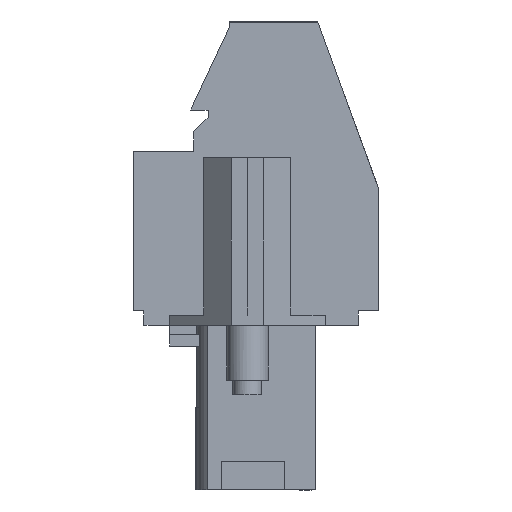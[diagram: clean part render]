
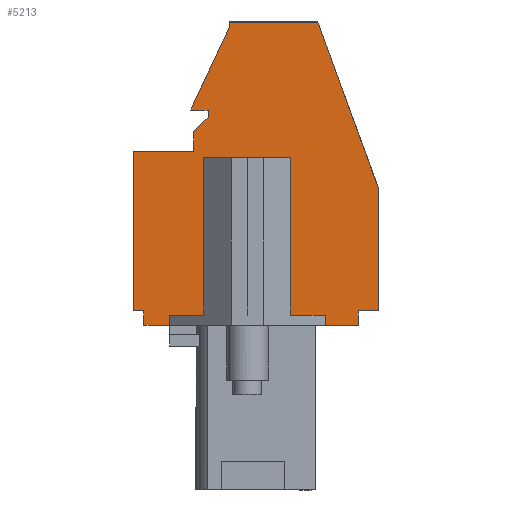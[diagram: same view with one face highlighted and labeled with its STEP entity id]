
A CAD part, left-side view. The second image highlights one B-rep face of the part: STEP entity #5213.
In plain terms, the highlighted planar face has unit normal (-1, 0, 0).
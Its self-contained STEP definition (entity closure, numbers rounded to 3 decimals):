
#1959=AXIS2_PLACEMENT_3D('Plane Axis2P3D',#1956,#1957,#1958) ;
#107=CARTESIAN_POINT('Line Origine',(3.47,1.782,7.95)) ;
#111=CARTESIAN_POINT('Vertex',(3.47,2.58,7.95)) ;
#113=CARTESIAN_POINT('Vertex',(3.47,0.983,7.95)) ;
#148=CARTESIAN_POINT('Vertex',(3.47,10.08,7.95)) ;
#151=CARTESIAN_POINT('Line Origine',(3.47,10.705,7.95)) ;
#155=CARTESIAN_POINT('Vertex',(3.47,11.33,7.95)) ;
#1956=CARTESIAN_POINT('Axis2P3D Location',(3.47,0.,0.)) ;
#5069=CARTESIAN_POINT('Line Origine',(3.47,0.983,8.3)) ;
#5073=CARTESIAN_POINT('Vertex',(3.47,0.983,8.65)) ;
#5076=CARTESIAN_POINT('Line Origine',(3.47,0.492,8.65)) ;
#5080=CARTESIAN_POINT('Vertex',(3.47,0.,8.65)) ;
#5083=CARTESIAN_POINT('Line Origine',(3.47,0.,11.611)) ;
#5087=CARTESIAN_POINT('Vertex',(3.47,0.,14.572)) ;
#5090=CARTESIAN_POINT('Line Origine',(3.47,1.461,18.586)) ;
#5094=CARTESIAN_POINT('Vertex',(3.47,2.922,22.6)) ;
#5097=CARTESIAN_POINT('Line Origine',(3.47,5.052,22.6)) ;
#5101=CARTESIAN_POINT('Vertex',(3.47,7.181,22.6)) ;
#5104=CARTESIAN_POINT('Line Origine',(3.47,7.181,22.5)) ;
#5108=CARTESIAN_POINT('Vertex',(3.47,7.181,22.4)) ;
#5111=CARTESIAN_POINT('Line Origine',(3.47,8.126,20.375)) ;
#5115=CARTESIAN_POINT('Vertex',(3.47,9.07,18.35)) ;
#5118=CARTESIAN_POINT('Line Origine',(3.47,8.65,18.35)) ;
#5122=CARTESIAN_POINT('Vertex',(3.47,8.23,18.35)) ;
#5125=CARTESIAN_POINT('Line Origine',(3.47,8.23,18.175)) ;
#5129=CARTESIAN_POINT('Vertex',(3.47,8.23,18.)) ;
#5132=CARTESIAN_POINT('Line Origine',(3.47,8.58,17.65)) ;
#5136=CARTESIAN_POINT('Vertex',(3.47,8.93,17.3)) ;
#5139=CARTESIAN_POINT('Line Origine',(3.47,8.93,16.825)) ;
#5143=CARTESIAN_POINT('Vertex',(3.47,8.93,16.35)) ;
#5146=CARTESIAN_POINT('Line Origine',(3.47,10.38,16.35)) ;
#5150=CARTESIAN_POINT('Vertex',(3.47,11.83,16.35)) ;
#5153=CARTESIAN_POINT('Line Origine',(3.47,11.83,12.5)) ;
#5157=CARTESIAN_POINT('Vertex',(3.47,11.83,8.65)) ;
#5160=CARTESIAN_POINT('Line Origine',(3.47,11.58,8.65)) ;
#5164=CARTESIAN_POINT('Vertex',(3.47,11.33,8.65)) ;
#5167=CARTESIAN_POINT('Line Origine',(3.47,11.33,8.3)) ;
#5172=CARTESIAN_POINT('Line Origine',(3.47,10.08,8.2)) ;
#5176=CARTESIAN_POINT('Vertex',(3.47,10.08,8.45)) ;
#5179=CARTESIAN_POINT('Line Origine',(3.47,6.33,8.45)) ;
#5183=CARTESIAN_POINT('Vertex',(3.47,2.58,8.45)) ;
#5186=CARTESIAN_POINT('Line Origine',(3.47,2.58,8.2)) ;
#108=DIRECTION('Vector Direction',(0.,-1.,0.)) ;
#152=DIRECTION('Vector Direction',(0.,-1.,0.)) ;
#1957=DIRECTION('Axis2P3D Direction',(-1.,0.,0.)) ;
#1958=DIRECTION('Axis2P3D XDirection',(0.,0.,1.)) ;
#5070=DIRECTION('Vector Direction',(0.,0.,1.)) ;
#5077=DIRECTION('Vector Direction',(0.,-1.,0.)) ;
#5084=DIRECTION('Vector Direction',(0.,0.,1.)) ;
#5091=DIRECTION('Vector Direction',(0.,-0.342,-0.94)) ;
#5098=DIRECTION('Vector Direction',(0.,-1.,0.)) ;
#5105=DIRECTION('Vector Direction',(0.,0.,1.)) ;
#5112=DIRECTION('Vector Direction',(0.,-0.423,0.906)) ;
#5119=DIRECTION('Vector Direction',(0.,1.,0.)) ;
#5126=DIRECTION('Vector Direction',(0.,0.,1.)) ;
#5133=DIRECTION('Vector Direction',(0.,-0.707,0.707)) ;
#5140=DIRECTION('Vector Direction',(0.,0.,1.)) ;
#5147=DIRECTION('Vector Direction',(0.,-1.,0.)) ;
#5154=DIRECTION('Vector Direction',(0.,0.,1.)) ;
#5161=DIRECTION('Vector Direction',(0.,1.,0.)) ;
#5168=DIRECTION('Vector Direction',(0.,0.,-1.)) ;
#5173=DIRECTION('Vector Direction',(0.,0.,1.)) ;
#5180=DIRECTION('Vector Direction',(0.,1.,0.)) ;
#5187=DIRECTION('Vector Direction',(0.,0.,1.)) ;
#109=VECTOR('Line Direction',#108,1.) ;
#153=VECTOR('Line Direction',#152,1.) ;
#5071=VECTOR('Line Direction',#5070,1.) ;
#5078=VECTOR('Line Direction',#5077,1.) ;
#5085=VECTOR('Line Direction',#5084,1.) ;
#5092=VECTOR('Line Direction',#5091,1.) ;
#5099=VECTOR('Line Direction',#5098,1.) ;
#5106=VECTOR('Line Direction',#5105,1.) ;
#5113=VECTOR('Line Direction',#5112,1.) ;
#5120=VECTOR('Line Direction',#5119,1.) ;
#5127=VECTOR('Line Direction',#5126,1.) ;
#5134=VECTOR('Line Direction',#5133,1.) ;
#5141=VECTOR('Line Direction',#5140,1.) ;
#5148=VECTOR('Line Direction',#5147,1.) ;
#5155=VECTOR('Line Direction',#5154,1.) ;
#5162=VECTOR('Line Direction',#5161,1.) ;
#5169=VECTOR('Line Direction',#5168,1.) ;
#5174=VECTOR('Line Direction',#5173,1.) ;
#5181=VECTOR('Line Direction',#5180,1.) ;
#5188=VECTOR('Line Direction',#5187,1.) ;
#5192=ORIENTED_EDGE('',*,*,#115,.T.) ;
#5193=ORIENTED_EDGE('',*,*,#5075,.T.) ;
#5194=ORIENTED_EDGE('',*,*,#5082,.T.) ;
#5195=ORIENTED_EDGE('',*,*,#5089,.T.) ;
#5196=ORIENTED_EDGE('',*,*,#5096,.T.) ;
#5197=ORIENTED_EDGE('',*,*,#5103,.T.) ;
#5198=ORIENTED_EDGE('',*,*,#5110,.T.) ;
#5199=ORIENTED_EDGE('',*,*,#5117,.T.) ;
#5200=ORIENTED_EDGE('',*,*,#5124,.T.) ;
#5201=ORIENTED_EDGE('',*,*,#5131,.T.) ;
#5202=ORIENTED_EDGE('',*,*,#5138,.T.) ;
#5203=ORIENTED_EDGE('',*,*,#5145,.T.) ;
#5204=ORIENTED_EDGE('',*,*,#5152,.T.) ;
#5205=ORIENTED_EDGE('',*,*,#5159,.T.) ;
#5206=ORIENTED_EDGE('',*,*,#5166,.T.) ;
#5207=ORIENTED_EDGE('',*,*,#5171,.T.) ;
#5208=ORIENTED_EDGE('',*,*,#157,.T.) ;
#5209=ORIENTED_EDGE('',*,*,#5178,.T.) ;
#5210=ORIENTED_EDGE('',*,*,#5185,.F.) ;
#5211=ORIENTED_EDGE('',*,*,#5190,.F.) ;
#5213=ADVANCED_FACE('HOUSING',(#5212),#1960,.T.) ;
#115=EDGE_CURVE('',#112,#114,#110,.T.) ;
#157=EDGE_CURVE('',#156,#149,#154,.T.) ;
#5075=EDGE_CURVE('',#114,#5074,#5072,.T.) ;
#5082=EDGE_CURVE('',#5074,#5081,#5079,.T.) ;
#5089=EDGE_CURVE('',#5081,#5088,#5086,.T.) ;
#5096=EDGE_CURVE('',#5088,#5095,#5093,.F.) ;
#5103=EDGE_CURVE('',#5095,#5102,#5100,.F.) ;
#5110=EDGE_CURVE('',#5102,#5109,#5107,.F.) ;
#5117=EDGE_CURVE('',#5109,#5116,#5114,.F.) ;
#5124=EDGE_CURVE('',#5116,#5123,#5121,.F.) ;
#5131=EDGE_CURVE('',#5123,#5130,#5128,.F.) ;
#5138=EDGE_CURVE('',#5130,#5137,#5135,.F.) ;
#5145=EDGE_CURVE('',#5137,#5144,#5142,.F.) ;
#5152=EDGE_CURVE('',#5144,#5151,#5149,.F.) ;
#5159=EDGE_CURVE('',#5151,#5158,#5156,.F.) ;
#5166=EDGE_CURVE('',#5158,#5165,#5163,.F.) ;
#5171=EDGE_CURVE('',#5165,#156,#5170,.T.) ;
#5178=EDGE_CURVE('',#149,#5177,#5175,.T.) ;
#5185=EDGE_CURVE('',#5184,#5177,#5182,.T.) ;
#5190=EDGE_CURVE('',#112,#5184,#5189,.T.) ;
#5191=EDGE_LOOP('',(#5192,#5193,#5194,#5195,#5196,#5197,#5198,#5199,#5200,#5201,#5202,#5203,#5204,#5205,#5206,#5207,#5208,#5209,#5210,#5211)) ;
#5212=FACE_OUTER_BOUND('',#5191,.T.) ;
#110=LINE('Line',#107,#109) ;
#154=LINE('Line',#151,#153) ;
#5072=LINE('Line',#5069,#5071) ;
#5079=LINE('Line',#5076,#5078) ;
#5086=LINE('Line',#5083,#5085) ;
#5093=LINE('Line',#5090,#5092) ;
#5100=LINE('Line',#5097,#5099) ;
#5107=LINE('Line',#5104,#5106) ;
#5114=LINE('Line',#5111,#5113) ;
#5121=LINE('Line',#5118,#5120) ;
#5128=LINE('Line',#5125,#5127) ;
#5135=LINE('Line',#5132,#5134) ;
#5142=LINE('Line',#5139,#5141) ;
#5149=LINE('Line',#5146,#5148) ;
#5156=LINE('Line',#5153,#5155) ;
#5163=LINE('Line',#5160,#5162) ;
#5170=LINE('Line',#5167,#5169) ;
#5175=LINE('Line',#5172,#5174) ;
#5182=LINE('Line',#5179,#5181) ;
#5189=LINE('Line',#5186,#5188) ;
#1960=PLANE('',#1959) ;
#112=VERTEX_POINT('',#111) ;
#114=VERTEX_POINT('',#113) ;
#149=VERTEX_POINT('',#148) ;
#156=VERTEX_POINT('',#155) ;
#5074=VERTEX_POINT('',#5073) ;
#5081=VERTEX_POINT('',#5080) ;
#5088=VERTEX_POINT('',#5087) ;
#5095=VERTEX_POINT('',#5094) ;
#5102=VERTEX_POINT('',#5101) ;
#5109=VERTEX_POINT('',#5108) ;
#5116=VERTEX_POINT('',#5115) ;
#5123=VERTEX_POINT('',#5122) ;
#5130=VERTEX_POINT('',#5129) ;
#5137=VERTEX_POINT('',#5136) ;
#5144=VERTEX_POINT('',#5143) ;
#5151=VERTEX_POINT('',#5150) ;
#5158=VERTEX_POINT('',#5157) ;
#5165=VERTEX_POINT('',#5164) ;
#5177=VERTEX_POINT('',#5176) ;
#5184=VERTEX_POINT('',#5183) ;
